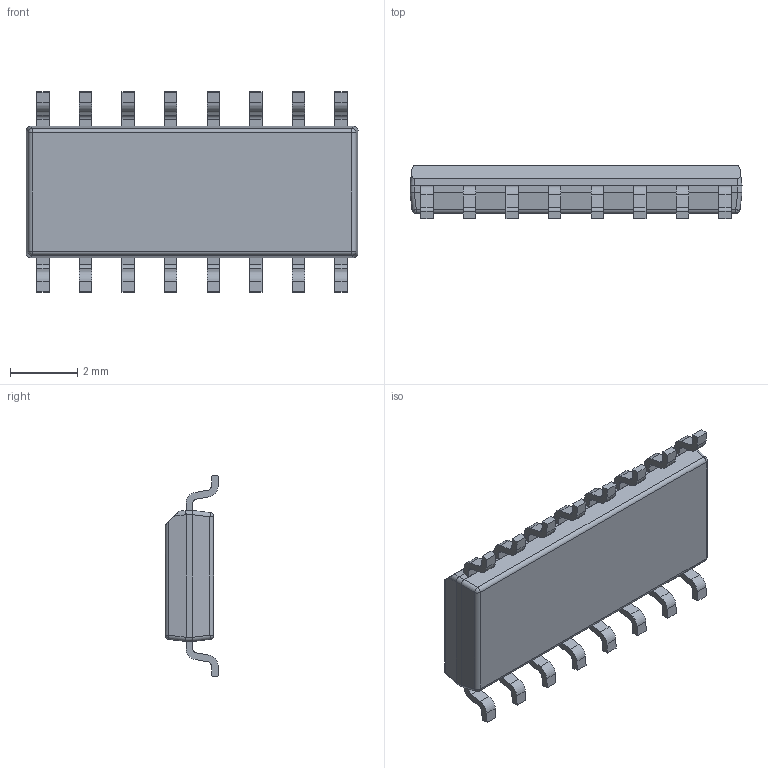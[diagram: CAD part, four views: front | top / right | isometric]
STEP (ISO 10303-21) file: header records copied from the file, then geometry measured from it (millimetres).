
FILE_DESCRIPTION((''),'2;1');
FILE_NAME('M16A_ASM','2011-02-02T',('CKXSSC'),(''),'PRO/ENGINEER BY PARAMETRIC TECHNOLOGY CORPORATION, 2009060','PRO/ENGINEER BY PARAMETRIC TECHNOLOGY CORPORATION, 2009060','');
FILE_SCHEMA(('AUTOMOTIVE_DESIGN_CC2 { 1 2 10303 214 -1 1 5 2 }'));
Length unit declared in the file: inch
Products named in the file (4): BODY_M16A_17; LEAD_M16A_42; M16A_ASM_24_ASM; M16A_ASM
Assembly tree (18 placements, depth 3):
  M16A_ASM
    M16A_ASM_24_ASM
      BODY_M16A_17
      LEAD_M16A_42  x16
Bounding box: 9.91 x 1.6 x 5.99 mm (x, y, z)
Volume: 55.6 mm3; surface area: 140.2 mm2
Topology: 17 solids, 17 shells, 267 faces, 668 edges, 430 vertices
Faces by surface type: plane 176, cylinder 85, sphere 6
Entity records: 2260 total; most frequent: CARTESIAN_POINT 377, DIRECTION 332, ORIENTED_EDGE 244, AXIS2_PLACEMENT_3D 126, PRESENTATION_STYLE_ASSIGNMENT 124, STYLED_ITEM 124, CURVE_STYLE 122, EDGE_CURVE 122
